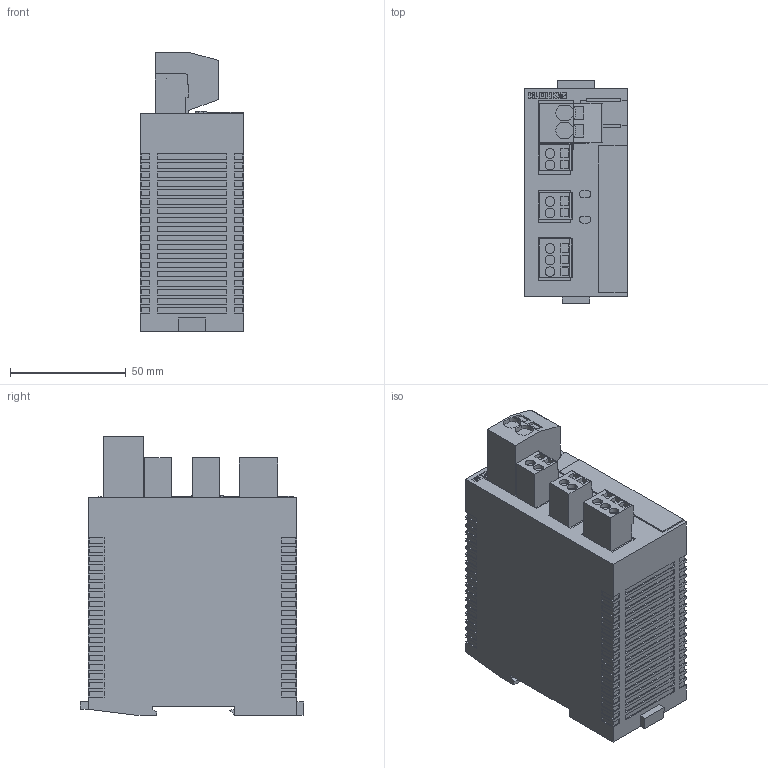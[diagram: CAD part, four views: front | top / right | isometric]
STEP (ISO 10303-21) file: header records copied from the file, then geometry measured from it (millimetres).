
FILE_DESCRIPTION (( 'STEP AP214' ), '1' );
FILE_NAME ('224222.STEP', '2020-06-25T11:06:11', ( '' ), ( '' ), 'SwSTEP 2.0', 'SolidWorks 2018', '' );
FILE_SCHEMA (( 'AUTOMOTIVE_DESIGN' ));
Length unit declared in the file: millimetre
Products named in the file (1): 224222
Bounding box: 44.8 x 96.5 x 120.4 mm (x, y, z)
Volume: 389972.4 mm3; surface area: 42030.7 mm2
Topology: 1 solids, 1 shells, 1012 faces, 2800 edges, 1866 vertices
Faces by surface type: plane 974, cylinder 38
Entity records: 31694 total; most frequent: CARTESIAN_POINT 5691, ORIENTED_EDGE 5600, DIRECTION 4894, EDGE_CURVE 2800, LINE 2724, VECTOR 2724, VERTEX_POINT 1866, EDGE_LOOP 1088
